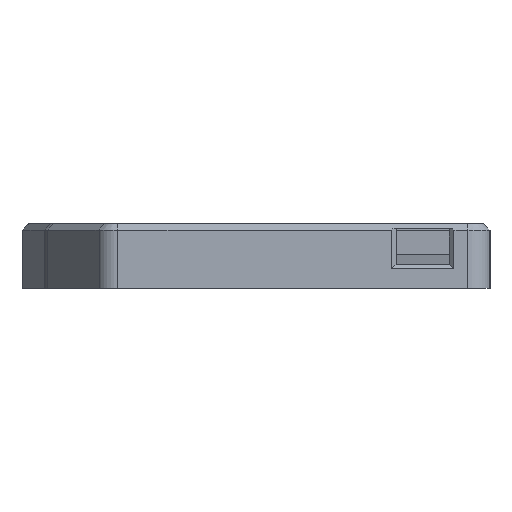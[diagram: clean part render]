
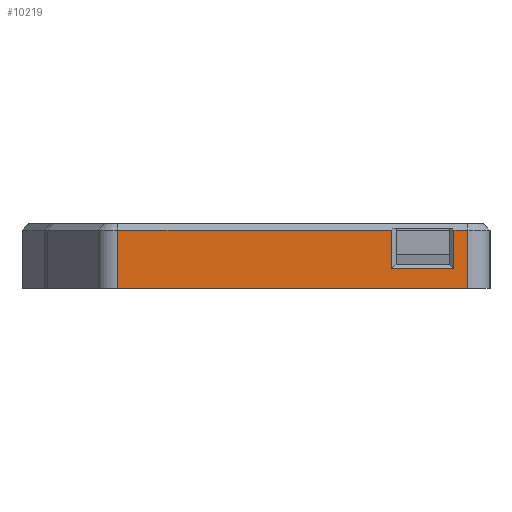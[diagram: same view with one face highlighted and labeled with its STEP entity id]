
A CAD part, left-side view. The second image highlights one B-rep face of the part: STEP entity #10219.
In plain terms, the highlighted planar face has unit normal (-1, 0, 0).
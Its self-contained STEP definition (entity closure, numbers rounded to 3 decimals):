
#355=FACE_OUTER_BOUND('',#903,.T.);
#903=EDGE_LOOP('',(#6923,#6924,#6925,#6926,#6927,#6928,#6929,#6930));
#1502=LINE('',#14152,#2874);
#1504=LINE('',#14156,#2876);
#1507=LINE('',#14162,#2879);
#1607=LINE('',#14394,#2979);
#1609=LINE('',#14396,#2981);
#1621=LINE('',#14424,#2993);
#1623=LINE('',#14430,#2995);
#1624=LINE('',#14431,#2996);
#2874=VECTOR('',#11423,10.);
#2876=VECTOR('',#11427,10.);
#2879=VECTOR('',#11432,10.);
#2979=VECTOR('',#11618,10.);
#2981=VECTOR('',#11620,10.);
#2993=VECTOR('',#11654,10.);
#2995=VECTOR('',#11662,10.);
#2996=VECTOR('',#11663,10.);
#4246=VERTEX_POINT('',#14149);
#4247=VERTEX_POINT('',#14151);
#4248=VERTEX_POINT('',#14155);
#4250=VERTEX_POINT('',#14161);
#4338=VERTEX_POINT('',#14388);
#4339=VERTEX_POINT('',#14393);
#4344=VERTEX_POINT('',#14423);
#4345=VERTEX_POINT('',#14429);
#5206=EDGE_CURVE('',#4246,#4247,#1502,.T.);
#5208=EDGE_CURVE('',#4247,#4248,#1504,.T.);
#5211=EDGE_CURVE('',#4248,#4250,#1507,.T.);
#5327=EDGE_CURVE('',#4250,#4339,#1607,.T.);
#5329=EDGE_CURVE('',#4338,#4246,#1609,.T.);
#5343=EDGE_CURVE('',#4339,#4344,#1621,.T.);
#5346=EDGE_CURVE('',#4345,#4338,#1623,.T.);
#5347=EDGE_CURVE('',#4344,#4345,#1624,.T.);
#6923=ORIENTED_EDGE('',*,*,#5206,.F.);
#6924=ORIENTED_EDGE('',*,*,#5329,.F.);
#6925=ORIENTED_EDGE('',*,*,#5346,.F.);
#6926=ORIENTED_EDGE('',*,*,#5347,.F.);
#6927=ORIENTED_EDGE('',*,*,#5343,.F.);
#6928=ORIENTED_EDGE('',*,*,#5327,.F.);
#6929=ORIENTED_EDGE('',*,*,#5211,.F.);
#6930=ORIENTED_EDGE('',*,*,#5208,.F.);
#9739=PLANE('',#10799);
#10219=ADVANCED_FACE('',(#355),#9739,.T.);
#10799=AXIS2_PLACEMENT_3D('',#14428,#11660,#11661);
#11423=DIRECTION('',(0.,0.,-1.));
#11427=DIRECTION('',(0.,-1.,0.));
#11432=DIRECTION('',(0.,0.,1.));
#11618=DIRECTION('',(0.,-1.,0.));
#11620=DIRECTION('',(0.,-1.,0.));
#11654=DIRECTION('',(0.,0.,-1.));
#11660=DIRECTION('center_axis',(-1.,0.,0.));
#11661=DIRECTION('ref_axis',(0.,1.,0.));
#11662=DIRECTION('',(0.,0.,1.));
#11663=DIRECTION('',(0.,1.,0.));
#14149=CARTESIAN_POINT('',(-134.5,26.39,3.9));
#14151=CARTESIAN_POINT('',(-134.5,26.39,-4.8));
#14152=CARTESIAN_POINT('',(-134.5,26.39,-2.7));
#14155=CARTESIAN_POINT('',(-134.5,12.39,-4.8));
#14156=CARTESIAN_POINT('',(-134.5,8.835,-4.8));
#14161=CARTESIAN_POINT('',(-134.5,12.39,3.9));
#14162=CARTESIAN_POINT('',(-134.5,12.39,1.3));
#14388=CARTESIAN_POINT('',(-134.5,87.949,3.9));
#14393=CARTESIAN_POINT('',(-134.5,9.28,3.9));
#14394=CARTESIAN_POINT('',(-134.5,30.585,3.9));
#14396=CARTESIAN_POINT('',(-134.5,30.585,3.9));
#14423=CARTESIAN_POINT('',(-134.5,9.28,-9.2));
#14424=CARTESIAN_POINT('',(-134.5,9.28,-1.6));
#14428=CARTESIAN_POINT('Origin',(-134.5,4.28,-1.6));
#14429=CARTESIAN_POINT('',(-134.5,87.949,-9.2));
#14430=CARTESIAN_POINT('',(-134.5,87.949,-1.6));
#14431=CARTESIAN_POINT('',(-134.5,90.705,-9.2));
